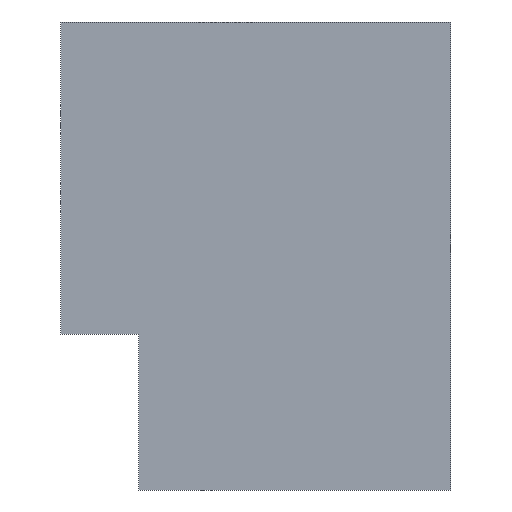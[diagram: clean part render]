
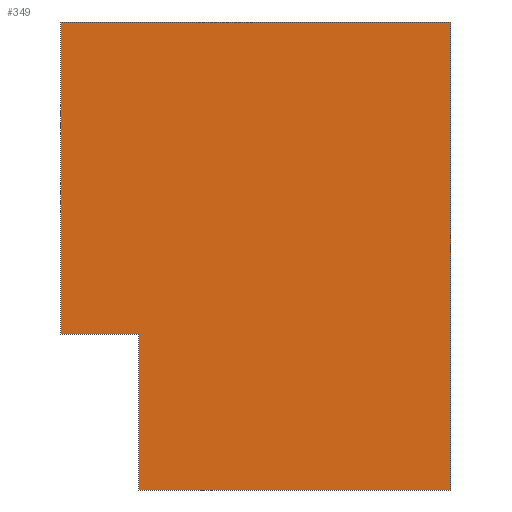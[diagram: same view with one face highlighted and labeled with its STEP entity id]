
A CAD part, left-side view. The second image highlights one B-rep face of the part: STEP entity #349.
In plain terms, the highlighted planar face has unit normal (-1, 0, 0).
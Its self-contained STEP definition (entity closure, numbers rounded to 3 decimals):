
#56=CARTESIAN_POINT('Line Origine',(-25.,-15.,0.)) ;
#60=CARTESIAN_POINT('Vertex',(-25.,-5.,0.)) ;
#62=CARTESIAN_POINT('Vertex',(-25.,-25.,0.)) ;
#158=CARTESIAN_POINT('Line Origine',(-25.,-5.,5.)) ;
#162=CARTESIAN_POINT('Vertex',(-25.,-5.,10.)) ;
#189=CARTESIAN_POINT('Vertex',(-25.,0.,10.)) ;
#192=CARTESIAN_POINT('Line Origine',(-25.,0.,20.)) ;
#196=CARTESIAN_POINT('Vertex',(-25.,0.,30.)) ;
#226=CARTESIAN_POINT('Line Origine',(-25.,-2.5,10.)) ;
#252=CARTESIAN_POINT('Vertex',(-25.,-25.,30.)) ;
#262=CARTESIAN_POINT('Line Origine',(-25.,-12.5,30.)) ;
#321=CARTESIAN_POINT('Line Origine',(-25.,-25.,15.)) ;
#336=CARTESIAN_POINT('Axis2P3D Location',(-25.,-5.,0.)) ;
#57=DIRECTION('Vector Direction',(0.,-1.,0.)) ;
#159=DIRECTION('Vector Direction',(0.,0.,1.)) ;
#193=DIRECTION('Vector Direction',(0.,0.,1.)) ;
#227=DIRECTION('Vector Direction',(0.,-1.,0.)) ;
#263=DIRECTION('Vector Direction',(0.,-1.,0.)) ;
#322=DIRECTION('Vector Direction',(0.,0.,-1.)) ;
#337=DIRECTION('Axis2P3D Direction',(-1.,0.,0.)) ;
#338=DIRECTION('Axis2P3D XDirection',(0.,-1.,0.)) ;
#339=AXIS2_PLACEMENT_3D('Plane Axis2P3D',#336,#337,#338) ;
#342=ORIENTED_EDGE('',*,*,#164,.F.) ;
#343=ORIENTED_EDGE('',*,*,#64,.T.) ;
#344=ORIENTED_EDGE('',*,*,#325,.F.) ;
#345=ORIENTED_EDGE('',*,*,#266,.F.) ;
#346=ORIENTED_EDGE('',*,*,#198,.F.) ;
#347=ORIENTED_EDGE('',*,*,#230,.T.) ;
#58=VECTOR('Line Direction',#57,1.) ;
#160=VECTOR('Line Direction',#159,1.) ;
#194=VECTOR('Line Direction',#193,1.) ;
#228=VECTOR('Line Direction',#227,1.) ;
#264=VECTOR('Line Direction',#263,1.) ;
#323=VECTOR('Line Direction',#322,1.) ;
#349=ADVANCED_FACE('Corps principal',(#348),#340,.T.) ;
#64=EDGE_CURVE('',#61,#63,#59,.T.) ;
#164=EDGE_CURVE('',#61,#163,#161,.T.) ;
#198=EDGE_CURVE('',#190,#197,#195,.T.) ;
#230=EDGE_CURVE('',#190,#163,#229,.T.) ;
#266=EDGE_CURVE('',#197,#253,#265,.T.) ;
#325=EDGE_CURVE('',#253,#63,#324,.T.) ;
#341=EDGE_LOOP('',(#342,#343,#344,#345,#346,#347)) ;
#348=FACE_OUTER_BOUND('',#341,.T.) ;
#59=LINE('Line',#56,#58) ;
#161=LINE('Line',#158,#160) ;
#195=LINE('Line',#192,#194) ;
#229=LINE('Line',#226,#228) ;
#265=LINE('Line',#262,#264) ;
#324=LINE('Line',#321,#323) ;
#340=PLANE('',#339) ;
#61=VERTEX_POINT('',#60) ;
#63=VERTEX_POINT('',#62) ;
#163=VERTEX_POINT('',#162) ;
#190=VERTEX_POINT('',#189) ;
#197=VERTEX_POINT('',#196) ;
#253=VERTEX_POINT('',#252) ;
